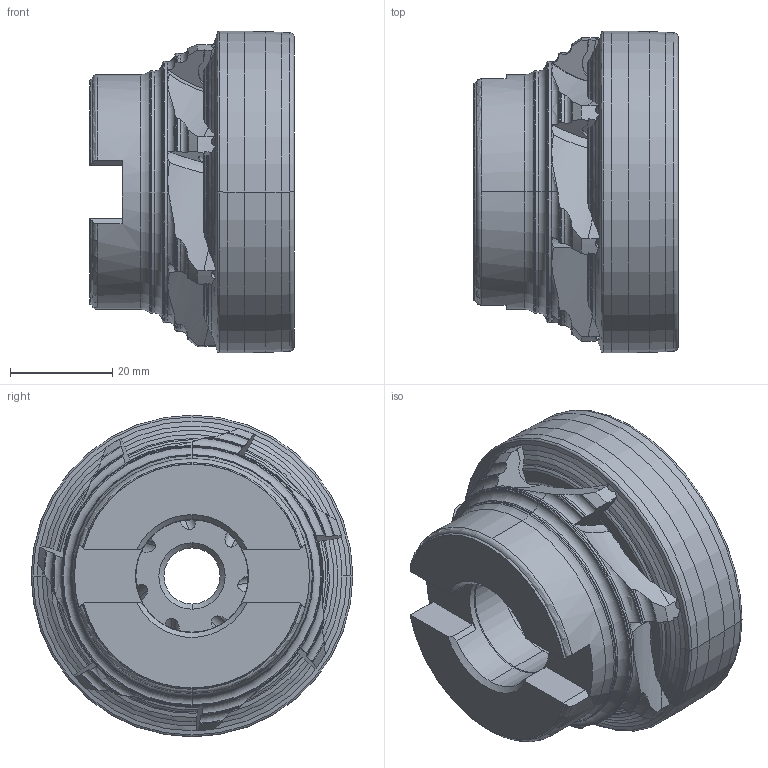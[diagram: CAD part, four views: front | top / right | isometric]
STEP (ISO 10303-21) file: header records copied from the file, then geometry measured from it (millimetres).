
FILE_DESCRIPTION (( 'STEP AP214' ), '1' );
FILE_NAME ('90PP-063-70-7.STEP', '2019-07-30T13:38:17', ( '' ), ( '' ), 'SwSTEP 2.0', 'SolidWorks 2019', '' );
FILE_SCHEMA (( 'AUTOMOTIVE_DESIGN' ));
Length unit declared in the file: millimetre
Products named in the file (1): 90PP-063-70-7
Bounding box: 40 x 62.99 x 62.99 mm (x, y, z)
Volume: 75002 mm3; surface area: 17188.4 mm2
Topology: 1 solids, 8 shells, 371 faces, 1071 edges, 689 vertices
Faces by surface type: cone 143, plane 82, torus 75, cylinder 71
Entity records: 15069 total; most frequent: CARTESIAN_POINT 4863, ORIENTED_EDGE 2142, DIRECTION 1626, EDGE_CURVE 1071, AXIS2_PLACEMENT_3D 704, VERTEX_POINT 689, B_SPLINE_CURVE_WITH_KNOTS 421, EDGE_LOOP 374
